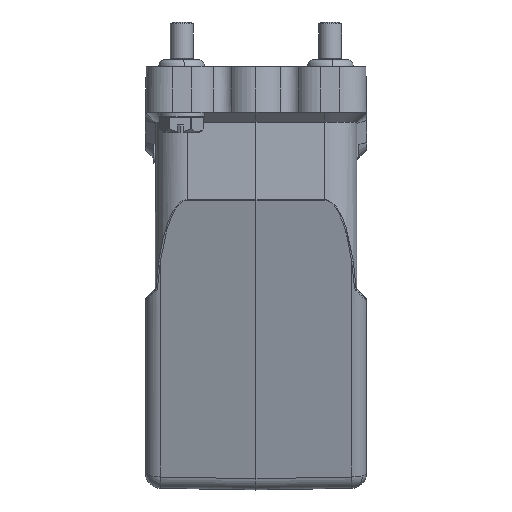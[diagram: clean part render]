
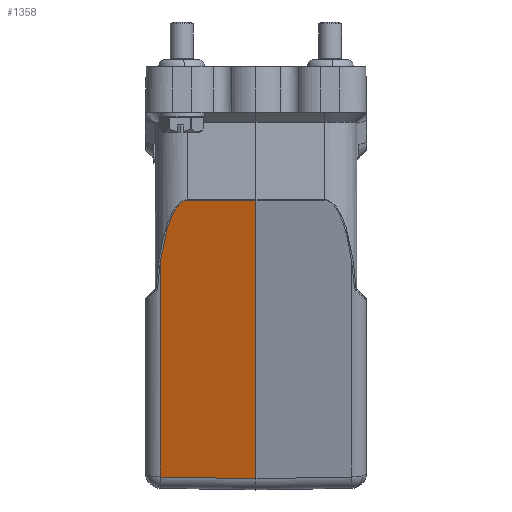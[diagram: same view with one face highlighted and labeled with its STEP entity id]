
A CAD part, left-side view. The second image highlights one B-rep face of the part: STEP entity #1358.
In plain terms, the highlighted planar face has unit normal (-0.966, 0.018, -0.259).
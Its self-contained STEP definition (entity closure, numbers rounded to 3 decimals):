
#600=FACE_OUTER_BOUND('',#2267,.T.);
#1358=ADVANCED_FACE('NONE',(#600),#1794,.F.);
#1794=PLANE('',#9693);
#2267=EDGE_LOOP('',(#4178,#4179,#4180,#4181,#4182));
#2908=B_SPLINE_CURVE_WITH_KNOTS('',3,(#14996,#14997,#14998,#14999,#15000,
#15001,#15002,#15003,#15004,#15005,#15006,#15007,#15008,#15009,#15010,#15011,
#15012,#15013,#15014,#15015),.UNSPECIFIED.,.F.,.F.,(4,2,2,2,2,2,2,2,2,4),
(0.,0.25,0.5,0.625,0.75,0.813,0.875,0.938,0.969,1.),.UNSPECIFIED.);
#4178=ORIENTED_EDGE('',*,*,#7428,.F.);
#4179=ORIENTED_EDGE('',*,*,#7429,.T.);
#4180=ORIENTED_EDGE('',*,*,#7318,.F.);
#4181=ORIENTED_EDGE('',*,*,#7317,.F.);
#4182=ORIENTED_EDGE('',*,*,#7323,.F.);
#6213=VERTEX_POINT('',#13689);
#6308=VERTEX_POINT('',#14995);
#6309=VERTEX_POINT('',#15101);
#6312=VERTEX_POINT('',#15135);
#6380=VERTEX_POINT('',#15874);
#7317=EDGE_CURVE('NONE',#6213,#6308,#2908,.T.);
#7318=EDGE_CURVE('NONE',#6308,#6309,#8381,.T.);
#7323=EDGE_CURVE('NONE',#6312,#6213,#8383,.T.);
#7428=EDGE_CURVE('NONE',#6380,#6312,#8431,.T.);
#7429=EDGE_CURVE('NONE',#6380,#6309,#8432,.T.);
#8381=LINE('',#15100,#8997);
#8383=LINE('',#15136,#8999);
#8431=LINE('',#15873,#9047);
#8432=LINE('',#15875,#9048);
#8997=VECTOR('',#10776,1.);
#8999=VECTOR('',#10782,1.);
#9047=VECTOR('',#10934,1.);
#9048=VECTOR('',#10935,1.);
#9693=AXIS2_PLACEMENT_3D('',#15876,#10936,#10937);
#10776=DIRECTION('',(-0.017,-1.,-0.002));
#10782=DIRECTION('',(-0.259,0.,0.966));
#10934=DIRECTION('',(0.013,1.,0.017));
#10935=DIRECTION('',(-0.259,0.,0.966));
#10936=DIRECTION('',(0.966,-0.017,0.259));
#10937=DIRECTION('',(0.259,0.,-0.966));
#13689=CARTESIAN_POINT('',(-70.235,25.07,-13.123));
#14995=CARTESIAN_POINT('',(-74.668,18.048,2.946));
#14996=CARTESIAN_POINT('',(-70.235,25.07,-13.123));
#14997=CARTESIAN_POINT('',(-70.646,24.866,-11.606));
#14998=CARTESIAN_POINT('',(-71.055,24.619,-10.094));
#14999=CARTESIAN_POINT('',(-71.87,24.009,-7.093));
#15000=CARTESIAN_POINT('',(-72.276,23.647,-5.603));
#15001=CARTESIAN_POINT('',(-72.876,22.965,-3.41));
#15002=CARTESIAN_POINT('',(-73.075,22.714,-2.686));
#15003=CARTESIAN_POINT('',(-73.466,22.142,-1.264));
#15004=CARTESIAN_POINT('',(-73.659,21.823,-0.565));
#15005=CARTESIAN_POINT('',(-73.938,21.258,0.437));
#15006=CARTESIAN_POINT('',(-74.029,21.054,0.763));
#15007=CARTESIAN_POINT('',(-74.204,20.607,1.388));
#15008=CARTESIAN_POINT('',(-74.289,20.363,1.687));
#15009=CARTESIAN_POINT('',(-74.444,19.815,2.229));
#15010=CARTESIAN_POINT('',(-74.515,19.511,2.474));
#15011=CARTESIAN_POINT('',(-74.597,18.996,2.744));
#15012=CARTESIAN_POINT('',(-74.62,18.814,2.818));
#15013=CARTESIAN_POINT('',(-74.654,18.439,2.92));
#15014=CARTESIAN_POINT('',(-74.665,18.244,2.946));
#15015=CARTESIAN_POINT('',(-74.668,18.048,2.946));
#15100=CARTESIAN_POINT('',(-74.668,18.048,2.946));
#15101=CARTESIAN_POINT('',(-74.983,0.,2.904));
#15135=CARTESIAN_POINT('',(-55.094,25.07,-69.63));
#15136=CARTESIAN_POINT('',(-54.213,25.07,-72.919));
#15873=CARTESIAN_POINT('',(-55.434,-0.308,-70.073));
#15874=CARTESIAN_POINT('',(-55.43,0.,-70.068));
#15875=CARTESIAN_POINT('',(-54.636,0.,-73.032));
#15876=CARTESIAN_POINT('',(-54.636,0.,-73.032));
